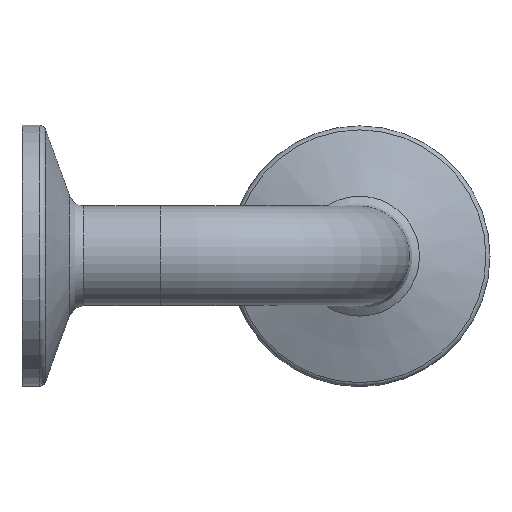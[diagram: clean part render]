
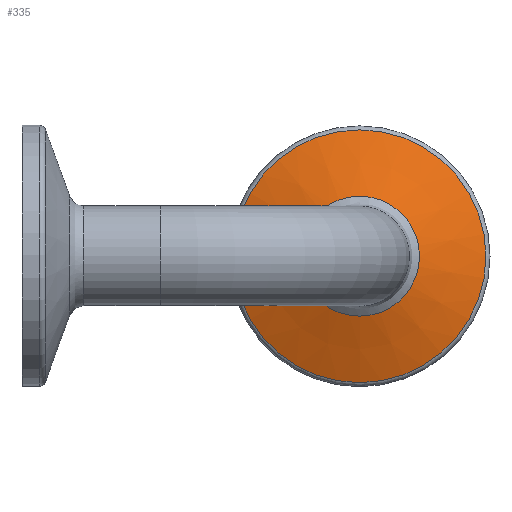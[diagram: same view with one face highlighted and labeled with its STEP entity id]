
A CAD part, top view. The second image highlights one B-rep face of the part: STEP entity #335.
In plain terms, the highlighted conical face has half-angle 70 degrees and reference radius 11.75 mm.
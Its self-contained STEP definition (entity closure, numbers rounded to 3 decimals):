
#304=CARTESIAN_POINT('',(3.042,16.474,0.));
#305=VERTEX_POINT('',#304);
#306=CARTESIAN_POINT('',(3.042,0.0,0.));
#307=DIRECTION('',(-1.0,0.0,0.0));
#308=DIRECTION('',(0.0,-1.0,0.0));
#309=AXIS2_PLACEMENT_3D('',#306,#307,#308);
#310=CIRCLE('',#309,16.474);
#311=EDGE_CURVE('',#305,#305,#310,.T.);
#316=CARTESIAN_POINT('',(4.761,0.0,0.0));
#317=DIRECTION('',(-1.0,0.0,0.0));
#318=DIRECTION('',(0.0,1.0,0.0));
#319=AXIS2_PLACEMENT_3D('',#316,#317,#318);
#320=CONICAL_SURFACE('',#319,11.75,70.);
#321=CARTESIAN_POINT('',(6.193,7.816,0.));
#322=VERTEX_POINT('',#321);
#323=CARTESIAN_POINT('',(6.193,0.0,0.));
#324=DIRECTION('',(1.0,0.0,0.0));
#325=DIRECTION('',(0.0,-1.0,0.0));
#326=AXIS2_PLACEMENT_3D('',#323,#324,#325);
#327=CIRCLE('',#326,7.816);
#328=EDGE_CURVE('',#322,#322,#327,.T.);
#329=ORIENTED_EDGE('',*,*,#328,.F.);
#330=EDGE_LOOP('',(#329));
#331=FACE_OUTER_BOUND('',#330,.T.);
#332=ORIENTED_EDGE('',*,*,#311,.F.);
#333=EDGE_LOOP('',(#332));
#334=FACE_BOUND('',#333,.T.);
#335=ADVANCED_FACE('',(#331,#334),#320,.T.);
